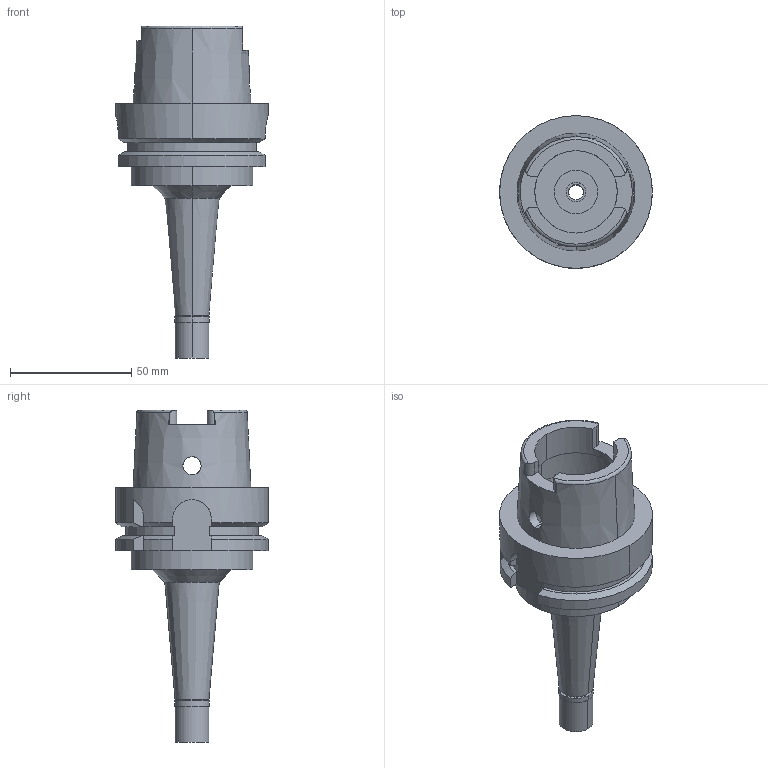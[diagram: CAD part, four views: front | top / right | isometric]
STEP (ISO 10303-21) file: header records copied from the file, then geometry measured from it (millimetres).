
FILE_DESCRIPTION (( 'STEP AP203' ), '1' );
FILE_NAME ('HSK-A63-MEGA6S-105T.stp', '2019-07-02T20:50:55', ( '' ), ( '' ), 'SwSTEP 2.0', 'SolidWorks 2019', '' );
FILE_SCHEMA (( 'CONFIG_CONTROL_DESIGN' ));
Length unit declared in the file: millimetre
Products named in the file (7): HSK-A63-MEGA6S-105T-060-FreeParts; HSK-A63-MEGA6S-105T-060.stp; HSK-A63-MEGA6S-105T; DXF_TEMP_ASSY_ASM_4_ASM.stp; MGN6S_1.stp; HA63MS06105T-060_ASM.stp; HSK-A63-MEGA6S-105T_1.stp
Assembly tree (5 placements, depth 5):
  HSK-A63-MEGA6S-105T-060-FreeParts
  HSK-A63-MEGA6S-105T
    HSK-A63-MEGA6S-105T-060.stp
      HA63MS06105T-060_ASM.stp
        DXF_TEMP_ASSY_ASM_4_ASM.stp
          HSK-A63-MEGA6S-105T_1.stp
          MGN6S_1.stp
Bounding box: 63 x 63 x 137 mm (x, y, z)
Volume: 112443.1 mm3; surface area: 30166.5 mm2
Topology: 2 solids, 2 shells, 122 faces, 308 edges, 200 vertices
Faces by surface type: cylinder 53, plane 47, cone 18, torus 4
Entity records: 5422 total; most frequent: CARTESIAN_POINT 1723, DIRECTION 660, ORIENTED_EDGE 616, EDGE_CURVE 308, AXIS2_PLACEMENT_3D 263, VERTEX_POINT 200, EDGE_LOOP 140, LINE 134
